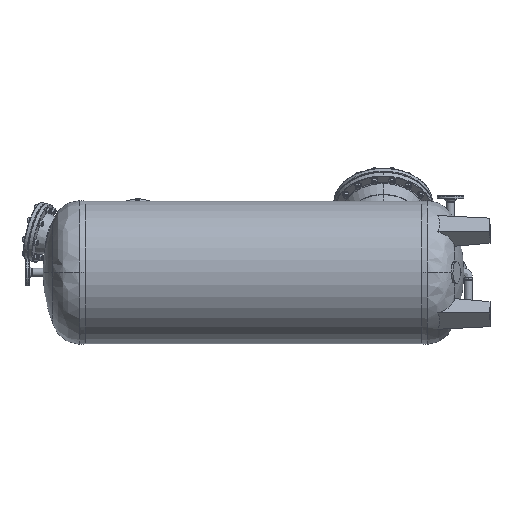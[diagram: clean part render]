
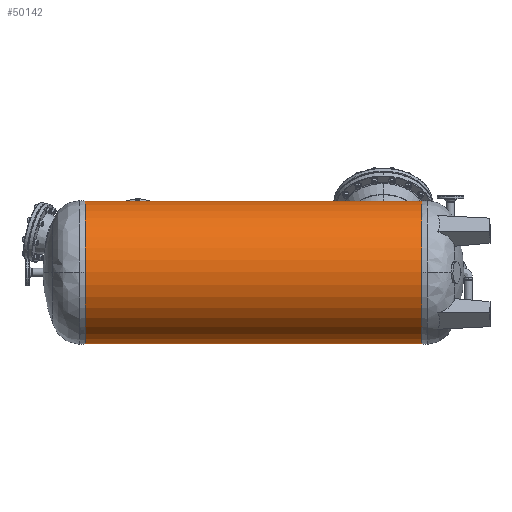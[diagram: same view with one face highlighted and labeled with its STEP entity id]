
A CAD part, left-side view. The second image highlights one B-rep face of the part: STEP entity #50142.
In plain terms, the highlighted cylindrical face has radius 407 mm (diameter 814 mm), a partial arc.
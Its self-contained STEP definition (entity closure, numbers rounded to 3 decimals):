
#28 = AXIS2_PLACEMENT_3D ( 'NONE', #14562, #6500, #6205 ) ;
#1928 = CIRCLE ( 'NONE', #28, 407. ) ;
#2119 = VERTEX_POINT ( 'NONE', #55068 ) ;
#2774 = VECTOR ( 'NONE', #14806, 1000. ) ;
#2838 = CARTESIAN_POINT ( 'NONE',  ( 0., 230.838, 0. ) ) ;
#2887 = CIRCLE ( 'NONE', #3827, 407. ) ;
#3501 = DIRECTION ( 'NONE',  ( 0., 0., 1. ) ) ;
#3827 = AXIS2_PLACEMENT_3D ( 'NONE', #2838, #6423, #21236 ) ;
#6205 = DIRECTION ( 'NONE',  ( 0., 0., 1. ) ) ;
#6423 = DIRECTION ( 'NONE',  ( 0., 1., 0. ) ) ;
#6500 = DIRECTION ( 'NONE',  ( 0., -1., 0. ) ) ;
#6683 = VERTEX_POINT ( 'NONE', #50760 ) ;
#7452 = CARTESIAN_POINT ( 'NONE',  ( -407., 2151.162, 0. ) ) ;
#8102 = CIRCLE ( 'NONE', #51433, 407. ) ;
#10937 = CARTESIAN_POINT ( 'NONE',  ( 0., 0., -407. ) ) ;
#11313 = ORIENTED_EDGE ( 'NONE', *, *, #28523, .T. ) ;
#12943 = CARTESIAN_POINT ( 'NONE',  ( 0., 230.838, 0. ) ) ;
#13050 = FACE_OUTER_BOUND ( 'NONE', #21920, .T. ) ;
#13524 = DIRECTION ( 'NONE',  ( 0., 1., 0. ) ) ;
#14036 = CARTESIAN_POINT ( 'NONE',  ( 0., 2151.162, -407. ) ) ;
#14562 = CARTESIAN_POINT ( 'NONE',  ( 0., 2151.162, 0. ) ) ;
#14806 = DIRECTION ( 'NONE',  ( 0., 1., 0. ) ) ;
#17579 = CARTESIAN_POINT ( 'NONE',  ( 0., 0., 407. ) ) ;
#18058 = EDGE_CURVE ( 'NONE', #2119, #46713, #51939, .T. ) ;
#19877 = CARTESIAN_POINT ( 'NONE',  ( 0., 230.838, 407. ) ) ;
#21236 = DIRECTION ( 'NONE',  ( 0., 0., 1. ) ) ;
#21920 = EDGE_LOOP ( 'NONE', ( #42886, #11313, #45096, #38172, #40199, #54064 ) ) ;
#22235 = DIRECTION ( 'NONE',  ( 0., 1., 0. ) ) ;
#26380 = CYLINDRICAL_SURFACE ( 'NONE', #54799, 407. ) ;
#26611 = EDGE_CURVE ( 'NONE', #30855, #46713, #1928, .T. ) ;
#27051 = AXIS2_PLACEMENT_3D ( 'NONE', #12943, #13524, #27433 ) ;
#27433 = DIRECTION ( 'NONE',  ( 0., 0., 1. ) ) ;
#28103 = LINE ( 'NONE', #17579, #2774 ) ;
#28523 = EDGE_CURVE ( 'NONE', #2119, #6683, #47849, .T. ) ;
#29576 = DIRECTION ( 'NONE',  ( 0., 1., 0. ) ) ;
#30855 = VERTEX_POINT ( 'NONE', #7452 ) ;
#31561 = CARTESIAN_POINT ( 'NONE',  ( 0., 2151.162, 407. ) ) ;
#31624 = DIRECTION ( 'NONE',  ( 0., -1., 0. ) ) ;
#31951 = DIRECTION ( 'NONE',  ( 0., 0., 1. ) ) ;
#32790 = EDGE_CURVE ( 'NONE', #54998, #42581, #28103, .T. ) ;
#36640 = CARTESIAN_POINT ( 'NONE',  ( 0., 0., 0. ) ) ;
#37223 = VECTOR ( 'NONE', #29576, 1000. ) ;
#38172 = ORIENTED_EDGE ( 'NONE', *, *, #32790, .T. ) ;
#40199 = ORIENTED_EDGE ( 'NONE', *, *, #55108, .T. ) ;
#42581 = VERTEX_POINT ( 'NONE', #31561 ) ;
#42886 = ORIENTED_EDGE ( 'NONE', *, *, #18058, .F. ) ;
#45096 = ORIENTED_EDGE ( 'NONE', *, *, #48077, .T. ) ;
#46713 = VERTEX_POINT ( 'NONE', #14036 ) ;
#47849 = CIRCLE ( 'NONE', #27051, 407. ) ;
#48077 = EDGE_CURVE ( 'NONE', #6683, #54998, #2887, .T. ) ;
#50142 = ADVANCED_FACE ( 'NONE', ( #13050 ), #26380, .T. ) ;
#50760 = CARTESIAN_POINT ( 'NONE',  ( -407., 230.838, 0. ) ) ;
#51433 = AXIS2_PLACEMENT_3D ( 'NONE', #52827, #31624, #3501 ) ;
#51939 = LINE ( 'NONE', #10937, #37223 ) ;
#52827 = CARTESIAN_POINT ( 'NONE',  ( 0., 2151.162, 0. ) ) ;
#54064 = ORIENTED_EDGE ( 'NONE', *, *, #26611, .T. ) ;
#54799 = AXIS2_PLACEMENT_3D ( 'NONE', #36640, #22235, #31951 ) ;
#54998 = VERTEX_POINT ( 'NONE', #19877 ) ;
#55068 = CARTESIAN_POINT ( 'NONE',  ( 0., 230.838, -407. ) ) ;
#55108 = EDGE_CURVE ( 'NONE', #42581, #30855, #8102, .T. ) ;
